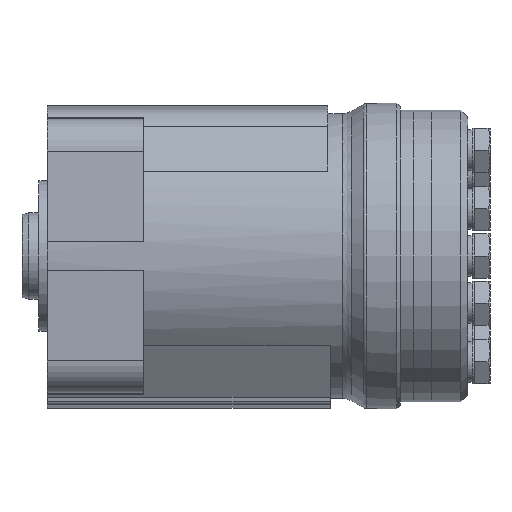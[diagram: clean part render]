
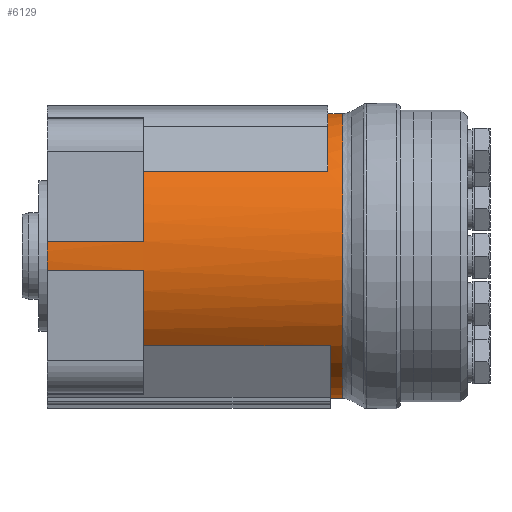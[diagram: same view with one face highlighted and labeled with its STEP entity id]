
A CAD part, front view. The second image highlights one B-rep face of the part: STEP entity #6129.
In plain terms, the highlighted cylindrical face has radius 42 mm (diameter 84 mm), a partial arc.
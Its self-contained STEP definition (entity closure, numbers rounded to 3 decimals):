
#147=B_SPLINE_CURVE_WITH_KNOTS('',3,(#9937,#9938,#9939,#9940,#9941),
 .UNSPECIFIED.,.F.,.F.,(4,1,4),(0.023,0.026,0.028),
 .UNSPECIFIED.);
#148=B_SPLINE_CURVE_WITH_KNOTS('',3,(#9966,#9967,#9968,#9969,#9970),
 .UNSPECIFIED.,.F.,.F.,(4,1,4),(0.,0.004,
0.007),.UNSPECIFIED.);
#236=CYLINDRICAL_SURFACE('',#6694,42.);
#505=CIRCLE('',#6695,42.);
#506=CIRCLE('',#6696,42.);
#507=CIRCLE('',#6697,42.);
#508=CIRCLE('',#6698,42.);
#509=CIRCLE('',#6699,42.);
#510=CIRCLE('',#6700,42.);
#511=CIRCLE('',#6701,42.);
#1343=ORIENTED_EDGE('',*,*,#2737,.T.);
#1344=ORIENTED_EDGE('',*,*,#2738,.F.);
#1345=ORIENTED_EDGE('',*,*,#2739,.T.);
#1346=ORIENTED_EDGE('',*,*,#2740,.F.);
#1347=ORIENTED_EDGE('',*,*,#2741,.T.);
#1348=ORIENTED_EDGE('',*,*,#2742,.F.);
#1349=ORIENTED_EDGE('',*,*,#2743,.F.);
#1350=ORIENTED_EDGE('',*,*,#2744,.F.);
#1351=ORIENTED_EDGE('',*,*,#2745,.T.);
#1352=ORIENTED_EDGE('',*,*,#2746,.F.);
#1353=ORIENTED_EDGE('',*,*,#2747,.T.);
#1354=ORIENTED_EDGE('',*,*,#2748,.T.);
#1355=ORIENTED_EDGE('',*,*,#2749,.T.);
#1356=ORIENTED_EDGE('',*,*,#2750,.T.);
#2737=EDGE_CURVE('',#3468,#3469,#147,.T.);
#2738=EDGE_CURVE('',#3470,#3469,#505,.T.);
#2739=EDGE_CURVE('',#3470,#3471,#3987,.T.);
#2740=EDGE_CURVE('',#3472,#3471,#506,.T.);
#2741=EDGE_CURVE('',#3472,#3473,#3988,.T.);
#2742=EDGE_CURVE('',#3474,#3473,#507,.T.);
#2743=EDGE_CURVE('',#3475,#3474,#3989,.T.);
#2744=EDGE_CURVE('',#3476,#3475,#508,.T.);
#2745=EDGE_CURVE('',#3476,#3477,#3990,.F.);
#2746=EDGE_CURVE('',#3478,#3477,#509,.T.);
#2747=EDGE_CURVE('',#3478,#3479,#3991,.T.);
#2748=EDGE_CURVE('',#3479,#3480,#510,.T.);
#2749=EDGE_CURVE('',#3480,#3481,#148,.T.);
#2750=EDGE_CURVE('',#3481,#3468,#511,.T.);
#3468=VERTEX_POINT('',#9942);
#3469=VERTEX_POINT('',#9943);
#3470=VERTEX_POINT('',#9945);
#3471=VERTEX_POINT('',#9947);
#3472=VERTEX_POINT('',#9949);
#3473=VERTEX_POINT('',#9951);
#3474=VERTEX_POINT('',#9953);
#3475=VERTEX_POINT('',#9955);
#3476=VERTEX_POINT('',#9957);
#3477=VERTEX_POINT('',#9959);
#3478=VERTEX_POINT('',#9961);
#3479=VERTEX_POINT('',#9963);
#3480=VERTEX_POINT('',#9965);
#3481=VERTEX_POINT('',#9971);
#3987=LINE('',#9946,#4376);
#3988=LINE('',#9950,#4377);
#3989=LINE('',#9954,#4378);
#3990=LINE('',#9958,#4379);
#3991=LINE('',#9962,#4380);
#4376=VECTOR('',#7831,1000.);
#4377=VECTOR('',#7834,1000.);
#4378=VECTOR('',#7837,1000.);
#4379=VECTOR('',#7840,1000.);
#4380=VECTOR('',#7843,1000.);
#4831=EDGE_LOOP('',(#1343,#1344,#1345,#1346,#1347,#1348,#1349,#1350,#1351,
#1352,#1353,#1354,#1355,#1356));
#5372=FACE_BOUND('',#4831,.T.);
#6129=ADVANCED_FACE('',(#5372),#236,.T.);
#6694=AXIS2_PLACEMENT_3D('',#9936,#7827,#7828);
#6695=AXIS2_PLACEMENT_3D('',#9944,#7829,#7830);
#6696=AXIS2_PLACEMENT_3D('',#9948,#7832,#7833);
#6697=AXIS2_PLACEMENT_3D('',#9952,#7835,#7836);
#6698=AXIS2_PLACEMENT_3D('',#9956,#7838,#7839);
#6699=AXIS2_PLACEMENT_3D('',#9960,#7841,#7842);
#6700=AXIS2_PLACEMENT_3D('',#9964,#7844,#7845);
#6701=AXIS2_PLACEMENT_3D('',#9972,#7846,#7847);
#7827=DIRECTION('',(1.,0.,0.));
#7828=DIRECTION('',(0.,0.,-1.));
#7829=DIRECTION('',(1.,0.,0.));
#7830=DIRECTION('',(0.,0.,-1.));
#7831=DIRECTION('',(1.,0.,0.));
#7832=DIRECTION('',(1.,0.,0.));
#7833=DIRECTION('',(0.,0.,-1.));
#7834=DIRECTION('',(1.,0.,0.));
#7835=DIRECTION('',(1.,0.,0.));
#7836=DIRECTION('',(0.,0.,-1.));
#7837=DIRECTION('',(1.,0.,0.));
#7838=DIRECTION('',(1.,0.,0.));
#7839=DIRECTION('',(0.,0.,-1.));
#7840=DIRECTION('',(1.,0.,0.));
#7841=DIRECTION('',(1.,0.,0.));
#7842=DIRECTION('',(0.,0.,-1.));
#7843=DIRECTION('',(1.,0.,0.));
#7844=DIRECTION('',(-1.,0.,0.));
#7845=DIRECTION('',(0.,0.,1.));
#7846=DIRECTION('',(1.,0.,0.));
#7847=DIRECTION('',(0.,0.,-1.));
#9936=CARTESIAN_POINT('',(115.5,0.,0.));
#9937=CARTESIAN_POINT('',(21.03,37.579,18.758));
#9938=CARTESIAN_POINT('',(21.658,37.866,18.182));
#9939=CARTESIAN_POINT('',(22.995,38.377,17.091));
#9940=CARTESIAN_POINT('',(24.576,38.721,16.272));
#9941=CARTESIAN_POINT('',(25.43,38.827,16.016));
#9942=CARTESIAN_POINT('',(21.03,37.579,18.758));
#9943=CARTESIAN_POINT('',(25.43,38.827,16.016));
#9944=CARTESIAN_POINT('',(25.43,0.,0.));
#9945=CARTESIAN_POINT('',(25.43,25.026,-33.73));
#9946=CARTESIAN_POINT('',(115.5,25.026,-33.73));
#9947=CARTESIAN_POINT('',(79.7,25.026,-33.73));
#9948=CARTESIAN_POINT('',(79.7,0.,0.));
#9949=CARTESIAN_POINT('',(79.7,4.34,-41.775));
#9950=CARTESIAN_POINT('',(79.7,4.34,-41.775));
#9951=CARTESIAN_POINT('',(108.,4.34,-41.775));
#9952=CARTESIAN_POINT('',(108.,0.,0.));
#9953=CARTESIAN_POINT('',(108.,-4.34,-41.775));
#9954=CARTESIAN_POINT('',(79.7,-4.34,-41.775));
#9955=CARTESIAN_POINT('',(79.7,-4.34,-41.775));
#9956=CARTESIAN_POINT('',(79.7,0.,0.));
#9957=CARTESIAN_POINT('',(79.7,-26.512,-32.575));
#9958=CARTESIAN_POINT('',(115.5,-26.512,-32.575));
#9959=CARTESIAN_POINT('',(24.64,-26.512,-32.575));
#9960=CARTESIAN_POINT('',(24.64,0.,0.));
#9961=CARTESIAN_POINT('',(24.64,-41.674,5.22));
#9962=CARTESIAN_POINT('',(115.5,-41.674,5.22));
#9963=CARTESIAN_POINT('',(27.27,-41.674,5.22));
#9964=CARTESIAN_POINT('',(27.27,0.,0.));
#9965=CARTESIAN_POINT('',(27.27,-38.93,15.762));
#9966=CARTESIAN_POINT('',(27.27,-38.93,15.762));
#9967=CARTESIAN_POINT('',(26.044,-38.93,15.762));
#9968=CARTESIAN_POINT('',(23.713,-38.62,16.544));
#9969=CARTESIAN_POINT('',(21.869,-37.953,18.009));
#9970=CARTESIAN_POINT('',(21.03,-37.569,18.778));
#9971=CARTESIAN_POINT('',(21.03,-37.569,18.778));
#9972=CARTESIAN_POINT('',(21.03,0.,0.));
